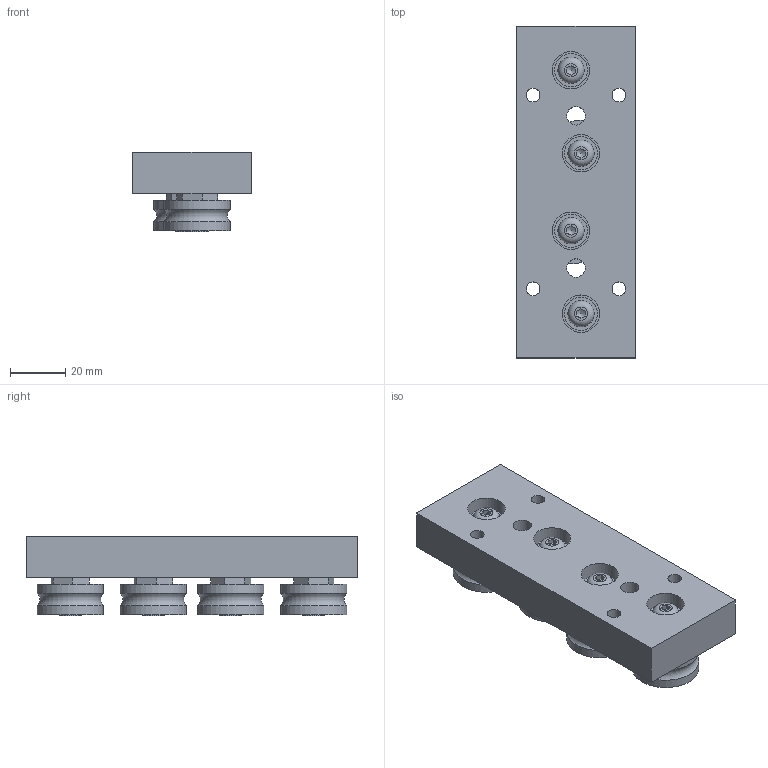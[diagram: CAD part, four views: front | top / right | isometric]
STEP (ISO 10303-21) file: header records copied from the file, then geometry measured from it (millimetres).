
FILE_DESCRIPTION(/* description */ ('CARRELLO IL43 4 ROT L=120'),/* implementation_level */ '2;1');
FILE_NAME(/* name */ 'GCARO0000041.stp',/* time_stamp */ '2023-02-27T08:41:52+01:00',/* author */ ('tecnico7'),/* organization */ (''),/* preprocessor_version */ 'ST-DEVELOPER v18.1',/* originating_system */ 'Autodesk Inventor 2022',/* authorisation */ '');
FILE_SCHEMA (('AUTOMOTIVE_DESIGN { 1 0 10303 214 3 1 1 }'));
Length unit declared in the file: millimetre
Products named in the file (10): GCARO0000041; DPSCA0000259; DM23.524.01E; DM70PRR0006-A; 80RT00002; DM23.524.01C; 959540003593; 959540003594; CROPI0000020; CVIBB0000016
Assembly tree (17 placements, depth 3):
  GCARO0000041
    DPSCA0000259
    DM23.524.01C  x2
      959540003593
      959540003594
    DM23.524.01E  x2
      DM70PRR0006-A
      80RT00002
    CROPI0000020  x4
    CVIBB0000016  x4
Bounding box: 43 x 120 x 28.9 mm (x, y, z)
Volume: 92140.1 mm3; surface area: 32503.6 mm2
Topology: 17 solids, 17 shells, 220 faces, 454 edges, 300 vertices
Faces by surface type: plane 118, cylinder 74, cone 16, torus 12
Full cylindrical faces by diameter (mm): 4.134 x4, 4.917 x4, 5 x4, 6.2 x4, 6.4 x4, 6.647 x2, 8 x16, 9.5 x4, 12 x12, 13.5 x4, 19 x8, 24 x8
Entity records: 3239 total; most frequent: DIRECTION 554, CARTESIAN_POINT 491, ORIENTED_EDGE 414, AXIS2_PLACEMENT_3D 224, EDGE_CURVE 207, EDGE_LOOP 151, VERTEX_POINT 140, LINE 106
